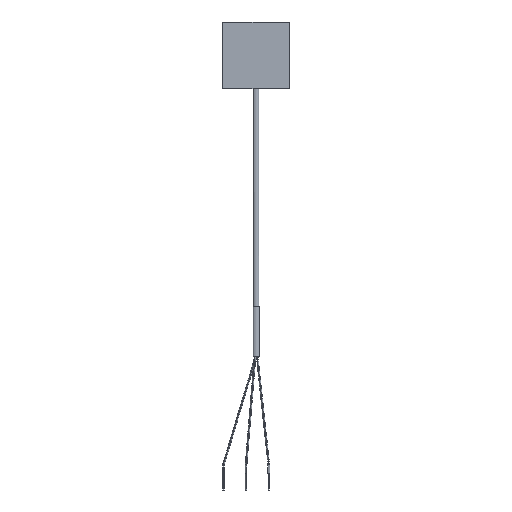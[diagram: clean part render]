
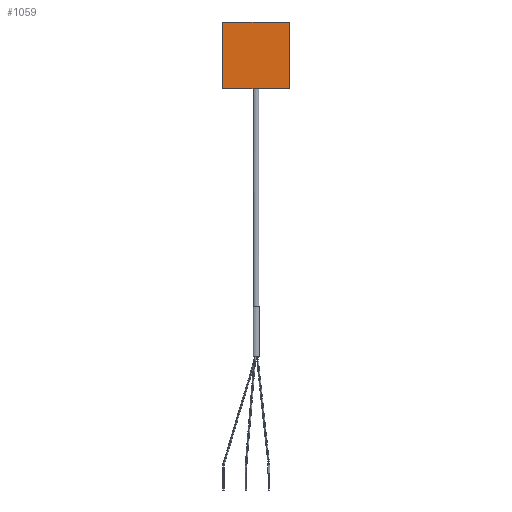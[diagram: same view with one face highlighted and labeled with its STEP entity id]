
A CAD part, left-side view. The second image highlights one B-rep face of the part: STEP entity #1059.
In plain terms, the highlighted planar face has unit normal (-1, 0, 0).
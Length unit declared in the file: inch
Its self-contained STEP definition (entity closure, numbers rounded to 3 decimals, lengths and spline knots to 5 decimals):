
#1 = CARTESIAN_POINT ( 'NONE',  ( -0.02557, 0.5, 4. ) ) ;
#27 = AXIS2_PLACEMENT_3D ( 'NONE', #1748, #624, #2350 ) ;
#145 = CARTESIAN_POINT ( 'NONE',  ( -0.02557, 0.5, 5. ) ) ;
#205 = CARTESIAN_POINT ( 'NONE',  ( -0.02557, -0.5, 5. ) ) ;
#276 = EDGE_CURVE ( 'NONE', #1451, #2129, #701, .T. ) ;
#301 = ORIENTED_EDGE ( 'NONE', *, *, #836, .T. ) ;
#371 = VECTOR ( 'NONE', #428, 39.37008 ) ;
#428 = DIRECTION ( 'NONE',  ( 0., -1., 0. ) ) ;
#551 = DIRECTION ( 'NONE',  ( 0., 0., -1. ) ) ;
#624 = DIRECTION ( 'NONE',  ( -1., 0., 0. ) ) ;
#660 = VECTOR ( 'NONE', #1212, 39.37008 ) ;
#701 = LINE ( 'NONE', #1007, #371 ) ;
#804 = FACE_OUTER_BOUND ( 'NONE', #966, .T. ) ;
#836 = EDGE_CURVE ( 'NONE', #2316, #1291, #1892, .T. ) ;
#966 = EDGE_LOOP ( 'NONE', ( #301, #2341, #1945, #1624 ) ) ;
#988 = EDGE_CURVE ( 'NONE', #1291, #1451, #2119, .T. ) ;
#1007 = CARTESIAN_POINT ( 'NONE',  ( -0.02557, 0., 4. ) ) ;
#1014 = PLANE ( 'NONE',  #27 ) ;
#1059 = ADVANCED_FACE ( 'NONE', ( #804 ), #1014, .T. ) ;
#1196 = CARTESIAN_POINT ( 'NONE',  ( -0.02557, -0.5, 4.5 ) ) ;
#1212 = DIRECTION ( 'NONE',  ( 0., 0., 1. ) ) ;
#1256 = CARTESIAN_POINT ( 'NONE',  ( -0.02557, -0.5, 4. ) ) ;
#1291 = VERTEX_POINT ( 'NONE', #145 ) ;
#1451 = VERTEX_POINT ( 'NONE', #1 ) ;
#1624 = ORIENTED_EDGE ( 'NONE', *, *, #2124, .T. ) ;
#1680 = VECTOR ( 'NONE', #2228, 39.37008 ) ;
#1689 = CARTESIAN_POINT ( 'NONE',  ( -0.02557, 0.5, 4.5 ) ) ;
#1748 = CARTESIAN_POINT ( 'NONE',  ( -0.02557, 0., 4.5 ) ) ;
#1827 = CARTESIAN_POINT ( 'NONE',  ( -0.02557, 0., 5. ) ) ;
#1892 = LINE ( 'NONE', #1827, #1680 ) ;
#1945 = ORIENTED_EDGE ( 'NONE', *, *, #276, .T. ) ;
#2119 = LINE ( 'NONE', #1689, #2211 ) ;
#2124 = EDGE_CURVE ( 'NONE', #2129, #2316, #2255, .T. ) ;
#2129 = VERTEX_POINT ( 'NONE', #1256 ) ;
#2211 = VECTOR ( 'NONE', #551, 39.37008 ) ;
#2228 = DIRECTION ( 'NONE',  ( 0., 1., 0. ) ) ;
#2255 = LINE ( 'NONE', #1196, #660 ) ;
#2316 = VERTEX_POINT ( 'NONE', #205 ) ;
#2341 = ORIENTED_EDGE ( 'NONE', *, *, #988, .T. ) ;
#2350 = DIRECTION ( 'NONE',  ( 0., 0., 1. ) ) ;
